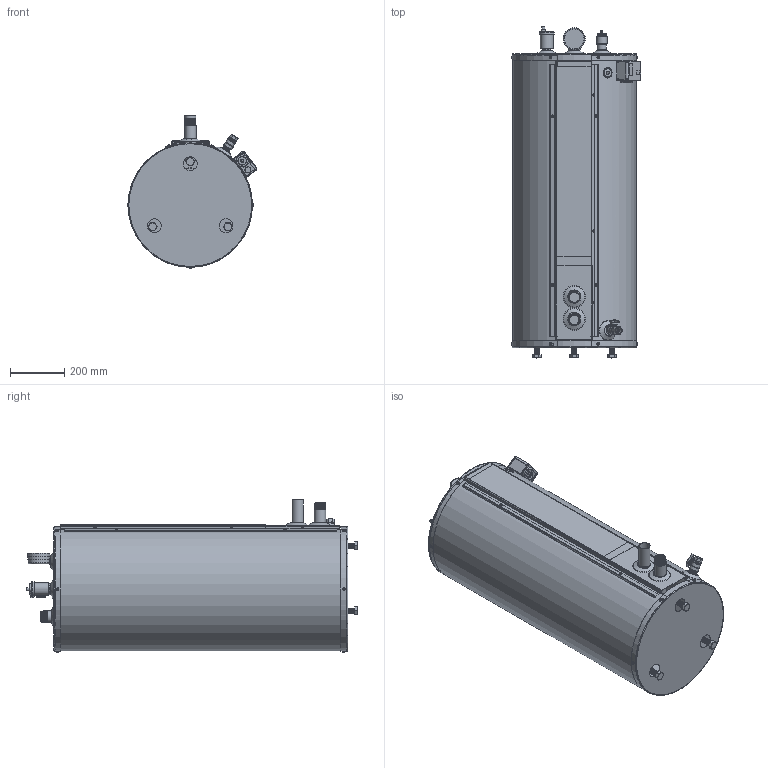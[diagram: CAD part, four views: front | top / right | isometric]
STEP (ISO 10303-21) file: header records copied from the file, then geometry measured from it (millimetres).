
FILE_DESCRIPTION (( 'STEP AP214' ), '1' );
FILE_NAME ('Turbomax 24.STEP', '2019-09-26T18:33:00', ( '' ), ( '' ), 'SwSTEP 2.0', 'SolidWorks 2019', '' );
FILE_SCHEMA (( 'AUTOMOTIVE_DESIGN' ));
Length unit declared in the file: inch
Products named in the file (1): Turbomax 24
Bounding box: 476.99 x 1223.04 x 560.64 mm (x, y, z)
Volume: 2690609 mm3; surface area: 4662730.7 mm2
Topology: 65 solids, 66 shells, 2413 faces, 5444 edges, 3216 vertices
Faces by surface type: plane 899, cone 706, cylinder 604, bspline 109, torus 81, sphere 14
Full cylindrical faces by diameter (mm): 2.381 x2, 3.566 x220, 4.039 x2, 4.763 x6, 4.826 x20, 5.08 x2, 5.105 x14, 5.588 x2, 7.62 x2, 7.937 x1, 9.474 x20, 11.113 x1, 12.065 x1, 12.7 x2, 13.97 x1, 14.097 x1, 14.288 x1, 15.037 x1, 19.05 x72, 20.93 x2, 21.59 x2, 22.225 x2, 23.012 x3, 25.4 x4, 26.67 x2, 30.353 x1, 30.607 x2, 32.131 x1, 32.69 x1, 33.338 x1
Entity records: 119231 total; most frequent: CARTESIAN_POINT 38570, DIRECTION 10102, ORIENTED_EDGE 8472, EDGE_CURVE 4236, AXIS2_PLACEMENT_3D 4025, EDGE_LOOP 3707, VERTEX_POINT 3139, FACE_OUTER_BOUND 2897
